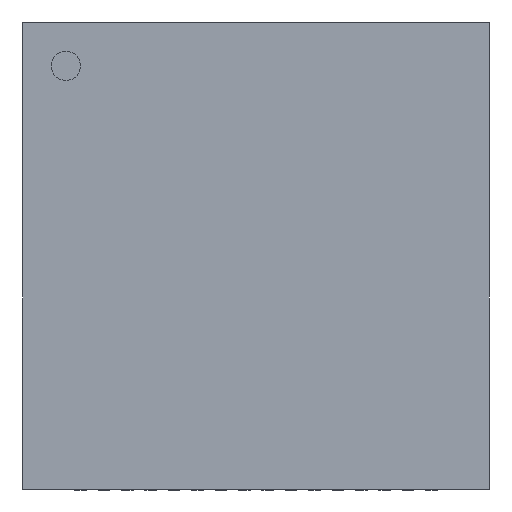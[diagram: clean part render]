
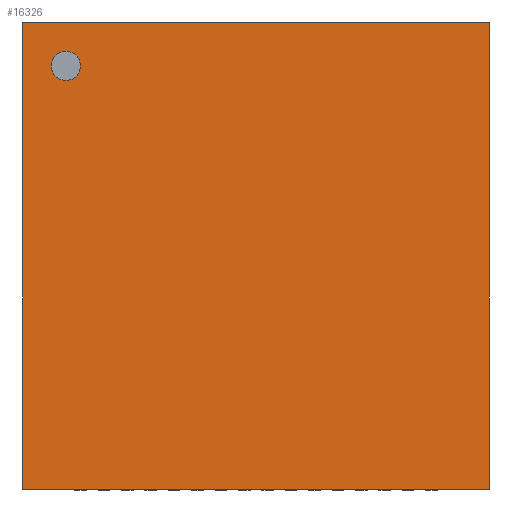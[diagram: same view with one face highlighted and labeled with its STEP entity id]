
A CAD part, top view. The second image highlights one B-rep face of the part: STEP entity #16326.
In plain terms, the highlighted planar face has unit normal (0, 0, 1).
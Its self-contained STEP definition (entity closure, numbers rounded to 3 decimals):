
#621 = AXIS2_PLACEMENT_3D ( 'NONE', #15112, #2761, #17466 ) ;
#845 = EDGE_CURVE ( 'NONE', #10674, #856, #1175, .T. ) ;
#856 = VERTEX_POINT ( 'NONE', #13757 ) ;
#982 = CARTESIAN_POINT ( 'NONE',  ( 6.99, 0.19, 0.81 ) ) ;
#1016 = EDGE_LOOP ( 'NONE', ( #7071, #9055, #10582, #15816 ) ) ;
#1175 = CIRCLE ( 'NONE', #621, 0.25 ) ;
#1272 = CARTESIAN_POINT ( 'NONE',  ( -0.99, -7.79, 0.81 ) ) ;
#1406 = DIRECTION ( 'NONE',  ( 0., 0., 1. ) ) ;
#1498 = VECTOR ( 'NONE', #12431, 1000. ) ;
#2494 = AXIS2_PLACEMENT_3D ( 'NONE', #8262, #1406, #8350 ) ;
#2761 = DIRECTION ( 'NONE',  ( 0., 0., -1. ) ) ;
#2837 = VERTEX_POINT ( 'NONE', #982 ) ;
#3048 = DIRECTION ( 'NONE',  ( 0., 0., -1. ) ) ;
#3338 = CARTESIAN_POINT ( 'NONE',  ( -0.99, 0.19, 0.81 ) ) ;
#3819 = CARTESIAN_POINT ( 'NONE',  ( -0.99, 0.19, 0.81 ) ) ;
#4312 = CARTESIAN_POINT ( 'NONE',  ( -0.99, 0.19, 0.81 ) ) ;
#4463 = VERTEX_POINT ( 'NONE', #9542 ) ;
#5706 = ORIENTED_EDGE ( 'NONE', *, *, #845, .T. ) ;
#6262 = EDGE_LOOP ( 'NONE', ( #7110, #5706 ) ) ;
#6931 = LINE ( 'NONE', #14960, #11866 ) ;
#7002 = AXIS2_PLACEMENT_3D ( 'NONE', #9997, #3048, #15489 ) ;
#7071 = ORIENTED_EDGE ( 'NONE', *, *, #7188, .T. ) ;
#7110 = ORIENTED_EDGE ( 'NONE', *, *, #11814, .T. ) ;
#7188 = EDGE_CURVE ( 'NONE', #4463, #15236, #12440, .T. ) ;
#7196 = CARTESIAN_POINT ( 'NONE',  ( -0.5, -0.55, 0.81 ) ) ;
#8262 = CARTESIAN_POINT ( 'NONE',  ( -0.99, 0.19, 0.81 ) ) ;
#8350 = DIRECTION ( 'NONE',  ( 1., 0., 0. ) ) ;
#8441 = FACE_BOUND ( 'NONE', #6262, .T. ) ;
#9055 = ORIENTED_EDGE ( 'NONE', *, *, #10505, .T. ) ;
#9060 = EDGE_CURVE ( 'NONE', #14347, #4463, #15694, .T. ) ;
#9542 = CARTESIAN_POINT ( 'NONE',  ( -0.99, -7.79, 0.81 ) ) ;
#9752 = VECTOR ( 'NONE', #17761, 1000. ) ;
#9997 = CARTESIAN_POINT ( 'NONE',  ( -0.25, -0.55, 0.81 ) ) ;
#10421 = VECTOR ( 'NONE', #15334, 1000. ) ;
#10505 = EDGE_CURVE ( 'NONE', #15236, #2837, #6931, .T. ) ;
#10507 = EDGE_CURVE ( 'NONE', #2837, #14347, #17752, .T. ) ;
#10582 = ORIENTED_EDGE ( 'NONE', *, *, #10507, .T. ) ;
#10674 = VERTEX_POINT ( 'NONE', #7196 ) ;
#11795 = CARTESIAN_POINT ( 'NONE',  ( 6.99, -7.79, 0.81 ) ) ;
#11814 = EDGE_CURVE ( 'NONE', #856, #10674, #13628, .T. ) ;
#11866 = VECTOR ( 'NONE', #15142, 1000. ) ;
#12311 = PLANE ( 'NONE',  #2494 ) ;
#12431 = DIRECTION ( 'NONE',  ( -1., 0., 0. ) ) ;
#12440 = LINE ( 'NONE', #1272, #9752 ) ;
#13628 = CIRCLE ( 'NONE', #7002, 0.25 ) ;
#13757 = CARTESIAN_POINT ( 'NONE',  ( 0., -0.55, 0.81 ) ) ;
#13935 = FACE_OUTER_BOUND ( 'NONE', #1016, .T. ) ;
#14347 = VERTEX_POINT ( 'NONE', #3819 ) ;
#14960 = CARTESIAN_POINT ( 'NONE',  ( 6.99, 0.19, 0.81 ) ) ;
#15112 = CARTESIAN_POINT ( 'NONE',  ( -0.25, -0.55, 0.81 ) ) ;
#15142 = DIRECTION ( 'NONE',  ( 0., 1., 0. ) ) ;
#15236 = VERTEX_POINT ( 'NONE', #11795 ) ;
#15334 = DIRECTION ( 'NONE',  ( 0., -1., 0. ) ) ;
#15489 = DIRECTION ( 'NONE',  ( 1., 0., 0. ) ) ;
#15694 = LINE ( 'NONE', #3338, #10421 ) ;
#15816 = ORIENTED_EDGE ( 'NONE', *, *, #9060, .T. ) ;
#16326 = ADVANCED_FACE ( 'NONE', ( #8441, #13935 ), #12311, .T. ) ;
#17466 = DIRECTION ( 'NONE',  ( 1., 0., 0. ) ) ;
#17752 = LINE ( 'NONE', #4312, #1498 ) ;
#17761 = DIRECTION ( 'NONE',  ( 1., 0., 0. ) ) ;
